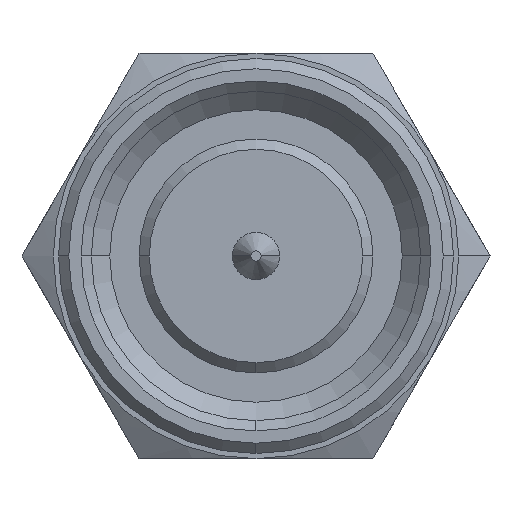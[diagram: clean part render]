
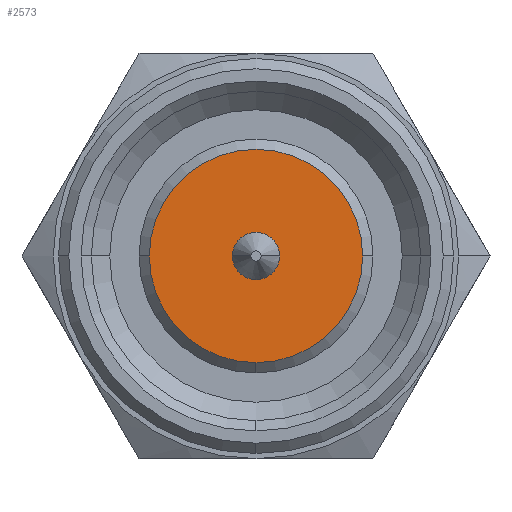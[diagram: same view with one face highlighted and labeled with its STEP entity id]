
A CAD part, left-side view. The second image highlights one B-rep face of the part: STEP entity #2573.
In plain terms, the highlighted planar face has unit normal (-1, 0, 0).
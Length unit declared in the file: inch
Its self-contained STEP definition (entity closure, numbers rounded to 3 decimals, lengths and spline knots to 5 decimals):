
#64 = CIRCLE ( 'NONE', #2113, 0.08189 ) ;
#148 = DIRECTION ( 'NONE',  ( 0., -1., 0. ) ) ;
#308 = CARTESIAN_POINT ( 'NONE',  ( 0.12402, 0., -0.08189 ) ) ;
#332 = CIRCLE ( 'NONE', #1995, 0.08189 ) ;
#407 = VERTEX_POINT ( 'NONE', #2127 ) ;
#474 = VERTEX_POINT ( 'NONE', #2232 ) ;
#535 = DIRECTION ( 'NONE',  ( 1., 0., 0. ) ) ;
#619 = AXIS2_PLACEMENT_3D ( 'NONE', #1681, #2549, #1617 ) ;
#662 = EDGE_CURVE ( 'NONE', #2292, #1009, #2563, .T. ) ;
#758 = CARTESIAN_POINT ( 'NONE',  ( 0.12402, 0., 0. ) ) ;
#771 = DIRECTION ( 'NONE',  ( 1., 0., 0. ) ) ;
#773 = FACE_OUTER_BOUND ( 'NONE', #1133, .T. ) ;
#807 = CARTESIAN_POINT ( 'NONE',  ( 0.12402, 0., 0. ) ) ;
#827 = AXIS2_PLACEMENT_3D ( 'NONE', #2610, #771, #1667 ) ;
#859 = CARTESIAN_POINT ( 'NONE',  ( 0.12402, 0.01811, 0. ) ) ;
#886 = DIRECTION ( 'NONE',  ( 1., 0., 0. ) ) ;
#906 = EDGE_CURVE ( 'NONE', #2921, #407, #2761, .T. ) ;
#979 = EDGE_CURVE ( 'NONE', #1009, #2292, #2104, .T. ) ;
#1009 = VERTEX_POINT ( 'NONE', #2189 ) ;
#1063 = AXIS2_PLACEMENT_3D ( 'NONE', #2360, #2175, #1446 ) ;
#1133 = EDGE_LOOP ( 'NONE', ( #2221, #2694, #2527 ) ) ;
#1231 = PLANE ( 'NONE',  #619 ) ;
#1271 = ORIENTED_EDGE ( 'NONE', *, *, #662, .F. ) ;
#1412 = FACE_BOUND ( 'NONE', #2210, .T. ) ;
#1446 = DIRECTION ( 'NONE',  ( 0., -1., 0. ) ) ;
#1617 = DIRECTION ( 'NONE',  ( 0., 0., 1. ) ) ;
#1667 = DIRECTION ( 'NONE',  ( 0., -1., 0. ) ) ;
#1681 = CARTESIAN_POINT ( 'NONE',  ( 0.12402, 0., 0. ) ) ;
#1757 = DIRECTION ( 'NONE',  ( 0., 1., 0. ) ) ;
#1797 = DIRECTION ( 'NONE',  ( 0., 1., 0. ) ) ;
#1995 = AXIS2_PLACEMENT_3D ( 'NONE', #758, #535, #148 ) ;
#2035 = DIRECTION ( 'NONE',  ( -1., 0., 0. ) ) ;
#2104 = CIRCLE ( 'NONE', #1063, 0.01811 ) ;
#2113 = AXIS2_PLACEMENT_3D ( 'NONE', #2917, #886, #1757 ) ;
#2127 = CARTESIAN_POINT ( 'NONE',  ( 0.12402, 0.08189, 0. ) ) ;
#2175 = DIRECTION ( 'NONE',  ( -1., 0., 0. ) ) ;
#2189 = CARTESIAN_POINT ( 'NONE',  ( 0.12402, -0.01811, 0. ) ) ;
#2210 = EDGE_LOOP ( 'NONE', ( #2590, #1271 ) ) ;
#2221 = ORIENTED_EDGE ( 'NONE', *, *, #2620, .F. ) ;
#2232 = CARTESIAN_POINT ( 'NONE',  ( 0.12402, -0.08189, 0. ) ) ;
#2237 = AXIS2_PLACEMENT_3D ( 'NONE', #807, #2035, #1797 ) ;
#2257 = EDGE_CURVE ( 'NONE', #407, #474, #64, .T. ) ;
#2292 = VERTEX_POINT ( 'NONE', #859 ) ;
#2360 = CARTESIAN_POINT ( 'NONE',  ( 0.12402, 0., 0. ) ) ;
#2527 = ORIENTED_EDGE ( 'NONE', *, *, #906, .F. ) ;
#2549 = DIRECTION ( 'NONE',  ( -1., 0., 0. ) ) ;
#2563 = CIRCLE ( 'NONE', #2237, 0.01811 ) ;
#2573 = ADVANCED_FACE ( 'NONE', ( #1412, #773 ), #1231, .T. ) ;
#2590 = ORIENTED_EDGE ( 'NONE', *, *, #979, .F. ) ;
#2610 = CARTESIAN_POINT ( 'NONE',  ( 0.12402, 0., 0. ) ) ;
#2620 = EDGE_CURVE ( 'NONE', #474, #2921, #332, .T. ) ;
#2694 = ORIENTED_EDGE ( 'NONE', *, *, #2257, .F. ) ;
#2761 = CIRCLE ( 'NONE', #827, 0.08189 ) ;
#2917 = CARTESIAN_POINT ( 'NONE',  ( 0.12402, 0., 0. ) ) ;
#2921 = VERTEX_POINT ( 'NONE', #308 ) ;
